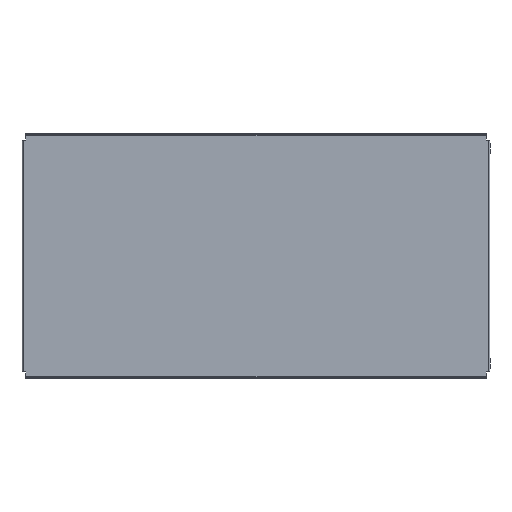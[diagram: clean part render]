
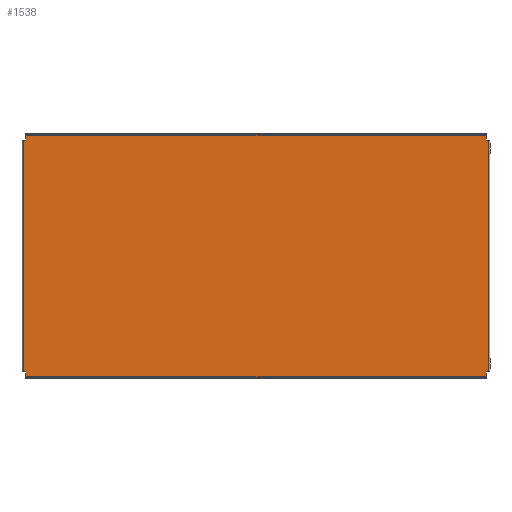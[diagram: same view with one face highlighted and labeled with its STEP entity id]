
A CAD part, top view. The second image highlights one B-rep face of the part: STEP entity #1538.
In plain terms, the highlighted planar face has unit normal (0, 0, 1).
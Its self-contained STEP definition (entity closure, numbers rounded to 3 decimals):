
#31 = DIRECTION ( 'NONE',  ( 1., 0., 0. ) ) ;
#32 = DIRECTION ( 'NONE',  ( 0., 0., 1. ) ) ;
#35 = PLANE ( 'NONE',  #1420 ) ;
#37 = CARTESIAN_POINT ( 'NONE',  ( -442., -232.5, 2. ) ) ;
#183 = VERTEX_POINT ( 'NONE', #1962 ) ;
#184 = VERTEX_POINT ( 'NONE', #1991 ) ;
#185 = VERTEX_POINT ( 'NONE', #1956 ) ;
#186 = VERTEX_POINT ( 'NONE', #1953 ) ;
#187 = VERTEX_POINT ( 'NONE', #1952 ) ;
#189 = VERTEX_POINT ( 'NONE', #1949 ) ;
#190 = VERTEX_POINT ( 'NONE', #1950 ) ;
#191 = VERTEX_POINT ( 'NONE', #1943 ) ;
#192 = VERTEX_POINT ( 'NONE', #1944 ) ;
#193 = VERTEX_POINT ( 'NONE', #1940 ) ;
#196 = VERTEX_POINT ( 'NONE', #1938 ) ;
#197 = VERTEX_POINT ( 'NONE', #1933 ) ;
#373 = EDGE_LOOP ( 'NONE', ( #2824, #2557, #2595, #2633, #2671, #2709, #2747, #2786, #2481, #2518, #2938, #2929 ) ) ;
#640 = LINE ( 'NONE', #1849, #655 ) ;
#650 = LINE ( 'NONE', #1818, #653 ) ;
#653 = VECTOR ( 'NONE', #1815, 1000. ) ;
#654 = LINE ( 'NONE', #1809, #657 ) ;
#655 = VECTOR ( 'NONE', #1813, 1000. ) ;
#656 = LINE ( 'NONE', #1807, #659 ) ;
#657 = VECTOR ( 'NONE', #1808, 1000. ) ;
#658 = LINE ( 'NONE', #1804, #661 ) ;
#659 = VECTOR ( 'NONE', #1805, 1000. ) ;
#660 = LINE ( 'NONE', #1799, #663 ) ;
#661 = VECTOR ( 'NONE', #1802, 1000. ) ;
#662 = LINE ( 'NONE', #1797, #665 ) ;
#663 = VECTOR ( 'NONE', #1798, 1000. ) ;
#664 = LINE ( 'NONE', #1795, #667 ) ;
#665 = VECTOR ( 'NONE', #1796, 1000. ) ;
#666 = LINE ( 'NONE', #1790, #669 ) ;
#667 = VECTOR ( 'NONE', #1793, 1000. ) ;
#668 = LINE ( 'NONE', #1785, #671 ) ;
#669 = VECTOR ( 'NONE', #1787, 1000. ) ;
#670 = LINE ( 'NONE', #1782, #673 ) ;
#671 = VECTOR ( 'NONE', #1784, 1000. ) ;
#672 = LINE ( 'NONE', #1779, #675 ) ;
#673 = VECTOR ( 'NONE', #1781, 1000. ) ;
#675 = VECTOR ( 'NONE', #1778, 1000. ) ;
#943 = FACE_OUTER_BOUND ( 'NONE', #373, .T. ) ;
#1148 = EDGE_CURVE ( 'NONE', #186, #196, #650, .T. ) ;
#1149 = EDGE_CURVE ( 'NONE', #186, #183, #640, .T. ) ;
#1150 = EDGE_CURVE ( 'NONE', #184, #183, #654, .T. ) ;
#1151 = EDGE_CURVE ( 'NONE', #185, #184, #656, .T. ) ;
#1152 = EDGE_CURVE ( 'NONE', #192, #185, #658, .T. ) ;
#1153 = EDGE_CURVE ( 'NONE', #192, #187, #660, .T. ) ;
#1154 = EDGE_CURVE ( 'NONE', #193, #187, #662, .T. ) ;
#1155 = EDGE_CURVE ( 'NONE', #193, #189, #664, .T. ) ;
#1156 = EDGE_CURVE ( 'NONE', #190, #189, #666, .T. ) ;
#1157 = EDGE_CURVE ( 'NONE', #191, #190, #668, .T. ) ;
#1158 = EDGE_CURVE ( 'NONE', #197, #191, #670, .T. ) ;
#1159 = EDGE_CURVE ( 'NONE', #197, #196, #672, .T. ) ;
#1420 = AXIS2_PLACEMENT_3D ( 'NONE', #37, #32, #31 ) ;
#1538 = ADVANCED_FACE ( 'NONE', ( #943 ), #35, .T. ) ;
#1778 = DIRECTION ( 'NONE',  ( 1., 0., 0. ) ) ;
#1779 = CARTESIAN_POINT ( 'NONE',  ( -447., 222.5, 2. ) ) ;
#1781 = DIRECTION ( 'NONE',  ( 0., -1., 0. ) ) ;
#1782 = CARTESIAN_POINT ( 'NONE',  ( -446., 222.5, 2. ) ) ;
#1784 = DIRECTION ( 'NONE',  ( 1., 0., 0. ) ) ;
#1785 = CARTESIAN_POINT ( 'NONE',  ( -447., -222.5, 2. ) ) ;
#1787 = DIRECTION ( 'NONE',  ( 0., -1., 0. ) ) ;
#1790 = CARTESIAN_POINT ( 'NONE',  ( -442., 232.5, 2. ) ) ;
#1793 = DIRECTION ( 'NONE',  ( -1., 0., 0. ) ) ;
#1795 = CARTESIAN_POINT ( 'NONE',  ( 442., -231.5, 2. ) ) ;
#1796 = DIRECTION ( 'NONE',  ( 0., 1., 0. ) ) ;
#1797 = CARTESIAN_POINT ( 'NONE',  ( 442., 232.5, 2. ) ) ;
#1798 = DIRECTION ( 'NONE',  ( -1., 0., 0. ) ) ;
#1799 = CARTESIAN_POINT ( 'NONE',  ( 447., -222.5, 2. ) ) ;
#1802 = DIRECTION ( 'NONE',  ( 0., 1., 0. ) ) ;
#1804 = CARTESIAN_POINT ( 'NONE',  ( 446., -222.5, 2. ) ) ;
#1805 = DIRECTION ( 'NONE',  ( -1., 0., 0. ) ) ;
#1807 = CARTESIAN_POINT ( 'NONE',  ( 447., 222.5, 2. ) ) ;
#1808 = DIRECTION ( 'NONE',  ( 0., 1., 0. ) ) ;
#1809 = CARTESIAN_POINT ( 'NONE',  ( 442., 232.5, 2. ) ) ;
#1813 = DIRECTION ( 'NONE',  ( 1., 0., 0. ) ) ;
#1815 = DIRECTION ( 'NONE',  ( 0., -1., 0. ) ) ;
#1818 = CARTESIAN_POINT ( 'NONE',  ( -442., 232.5, 2. ) ) ;
#1849 = CARTESIAN_POINT ( 'NONE',  ( -442., 231.5, 2. ) ) ;
#1933 = CARTESIAN_POINT ( 'NONE',  ( -446., 222.5, 2. ) ) ;
#1938 = CARTESIAN_POINT ( 'NONE',  ( -442., 222.5, 2. ) ) ;
#1940 = CARTESIAN_POINT ( 'NONE',  ( 442., -231.5, 2. ) ) ;
#1943 = CARTESIAN_POINT ( 'NONE',  ( -446., -222.5, 2. ) ) ;
#1944 = CARTESIAN_POINT ( 'NONE',  ( 446., -222.5, 2. ) ) ;
#1949 = CARTESIAN_POINT ( 'NONE',  ( -442., -231.5, 2. ) ) ;
#1950 = CARTESIAN_POINT ( 'NONE',  ( -442., -222.5, 2. ) ) ;
#1952 = CARTESIAN_POINT ( 'NONE',  ( 442., -222.5, 2. ) ) ;
#1953 = CARTESIAN_POINT ( 'NONE',  ( -442., 231.5, 2. ) ) ;
#1956 = CARTESIAN_POINT ( 'NONE',  ( 446., 222.5, 2. ) ) ;
#1962 = CARTESIAN_POINT ( 'NONE',  ( 442., 231.5, 2. ) ) ;
#1991 = CARTESIAN_POINT ( 'NONE',  ( 442., 222.5, 2. ) ) ;
#2481 = ORIENTED_EDGE ( 'NONE', *, *, #1151, .T. ) ;
#2518 = ORIENTED_EDGE ( 'NONE', *, *, #1150, .T. ) ;
#2557 = ORIENTED_EDGE ( 'NONE', *, *, #1158, .T. ) ;
#2595 = ORIENTED_EDGE ( 'NONE', *, *, #1157, .T. ) ;
#2633 = ORIENTED_EDGE ( 'NONE', *, *, #1156, .T. ) ;
#2671 = ORIENTED_EDGE ( 'NONE', *, *, #1155, .F. ) ;
#2709 = ORIENTED_EDGE ( 'NONE', *, *, #1154, .T. ) ;
#2747 = ORIENTED_EDGE ( 'NONE', *, *, #1153, .F. ) ;
#2786 = ORIENTED_EDGE ( 'NONE', *, *, #1152, .T. ) ;
#2824 = ORIENTED_EDGE ( 'NONE', *, *, #1159, .F. ) ;
#2929 = ORIENTED_EDGE ( 'NONE', *, *, #1148, .T. ) ;
#2938 = ORIENTED_EDGE ( 'NONE', *, *, #1149, .F. ) ;
